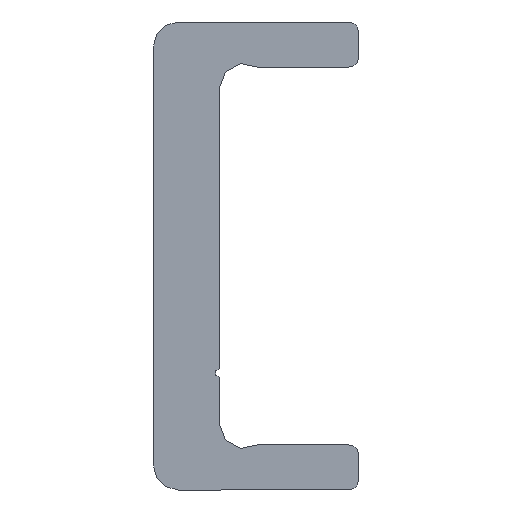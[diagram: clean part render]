
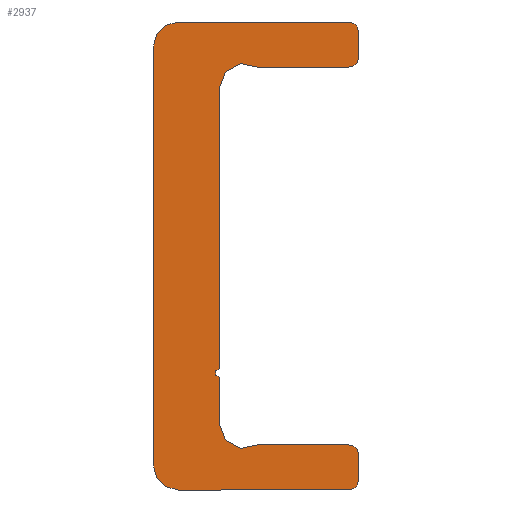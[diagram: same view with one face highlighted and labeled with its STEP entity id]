
A CAD part, left-side view. The second image highlights one B-rep face of the part: STEP entity #2937.
In plain terms, the highlighted planar face has unit normal (-1, 0, 0).
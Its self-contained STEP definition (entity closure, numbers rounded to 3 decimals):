
#2099=CARTESIAN_POINT('',(0.0,2.2,10.03));
#2100=VERTEX_POINT('',#2099);
#2107=CARTESIAN_POINT('',(0.0,2.2,-6.75));
#2108=VERTEX_POINT('',#2107);
#2109=CARTESIAN_POINT('',(0.0,2.2,10.03));
#2110=DIRECTION('',(0.0,0.0,-1.0));
#2111=VECTOR('',#2110,16.78);
#2112=LINE('',#2109,#2111);
#2113=EDGE_CURVE('',#2100,#2108,#2112,.T.);
#2264=CARTESIAN_POINT('',(0.0,-0.098,11.3));
#2265=VERTEX_POINT('',#2264);
#2272=CARTESIAN_POINT('',(0.0,0.7,10.03));
#2273=DIRECTION('',(-1.0,0.0,0.0));
#2274=DIRECTION('',(0.0,-1.0,0.0));
#2275=AXIS2_PLACEMENT_3D('',#2272,#2273,#2274);
#2276=CIRCLE('',#2275,1.5);
#2277=EDGE_CURVE('',#2265,#2100,#2276,.T.);
#2296=CARTESIAN_POINT('',(0.0,-5.55,11.3));
#2297=VERTEX_POINT('',#2296);
#2304=CARTESIAN_POINT('',(0.0,-5.55,11.3));
#2305=DIRECTION('',(0.0,1.0,0.0));
#2306=VECTOR('',#2305,5.452);
#2307=LINE('',#2304,#2306);
#2308=EDGE_CURVE('',#2297,#2265,#2307,.T.);
#2328=CARTESIAN_POINT('',(0.0,-6.15,11.9));
#2329=VERTEX_POINT('',#2328);
#2336=CARTESIAN_POINT('',(0.0,-5.55,11.9));
#2337=DIRECTION('',(1.0,0.0,0.0));
#2338=DIRECTION('',(0.0,-1.0,0.0));
#2339=AXIS2_PLACEMENT_3D('',#2336,#2337,#2338);
#2340=CIRCLE('',#2339,0.6);
#2341=EDGE_CURVE('',#2329,#2297,#2340,.T.);
#2360=CARTESIAN_POINT('',(0.0,-6.15,13.4));
#2361=VERTEX_POINT('',#2360);
#2368=CARTESIAN_POINT('',(0.0,-6.15,13.4));
#2369=DIRECTION('',(0.0,0.0,-1.0));
#2370=VECTOR('',#2369,1.5);
#2371=LINE('',#2368,#2370);
#2372=EDGE_CURVE('',#2361,#2329,#2371,.T.);
#2392=CARTESIAN_POINT('',(0.0,-5.55,14.));
#2393=VERTEX_POINT('',#2392);
#2400=CARTESIAN_POINT('',(0.0,-5.55,13.4));
#2401=DIRECTION('',(1.0,0.0,0.0));
#2402=DIRECTION('',(0.0,0.0,1.0));
#2403=AXIS2_PLACEMENT_3D('',#2400,#2401,#2402);
#2404=CIRCLE('',#2403,0.6);
#2405=EDGE_CURVE('',#2393,#2361,#2404,.T.);
#2424=CARTESIAN_POINT('',(0.0,4.65,14.));
#2425=VERTEX_POINT('',#2424);
#2432=CARTESIAN_POINT('',(0.0,4.65,14.));
#2433=DIRECTION('',(0.0,-1.0,0.0));
#2434=VECTOR('',#2433,10.2);
#2435=LINE('',#2432,#2434);
#2436=EDGE_CURVE('',#2425,#2393,#2435,.T.);
#2456=CARTESIAN_POINT('',(0.0,6.15,12.5));
#2457=VERTEX_POINT('',#2456);
#2464=CARTESIAN_POINT('',(0.0,4.65,12.5));
#2465=DIRECTION('',(1.0,0.0,0.0));
#2466=DIRECTION('',(0.0,1.0,0.0));
#2467=AXIS2_PLACEMENT_3D('',#2464,#2465,#2466);
#2468=CIRCLE('',#2467,1.5);
#2469=EDGE_CURVE('',#2457,#2425,#2468,.T.);
#2488=CARTESIAN_POINT('',(0.0,6.15,-12.5));
#2489=VERTEX_POINT('',#2488);
#2496=CARTESIAN_POINT('',(0.0,6.15,-12.5));
#2497=DIRECTION('',(0.0,0.0,1.0));
#2498=VECTOR('',#2497,25.);
#2499=LINE('',#2496,#2498);
#2500=EDGE_CURVE('',#2489,#2457,#2499,.T.);
#2646=CARTESIAN_POINT('',(0.0,4.65,-14.));
#2647=VERTEX_POINT('',#2646);
#2654=CARTESIAN_POINT('',(0.0,4.65,-12.5));
#2655=DIRECTION('',(1.0,0.0,0.0));
#2656=DIRECTION('',(0.0,0.0,-1.0));
#2657=AXIS2_PLACEMENT_3D('',#2654,#2655,#2656);
#2658=CIRCLE('',#2657,1.5);
#2659=EDGE_CURVE('',#2647,#2489,#2658,.T.);
#2678=CARTESIAN_POINT('',(0.0,-5.55,-14.));
#2679=VERTEX_POINT('',#2678);
#2686=CARTESIAN_POINT('',(0.0,-5.55,-14.));
#2687=DIRECTION('',(0.0,1.0,0.0));
#2688=VECTOR('',#2687,10.2);
#2689=LINE('',#2686,#2688);
#2690=EDGE_CURVE('',#2679,#2647,#2689,.T.);
#2710=CARTESIAN_POINT('',(0.0,-6.15,-13.4));
#2711=VERTEX_POINT('',#2710);
#2718=CARTESIAN_POINT('',(0.0,-5.55,-13.4));
#2719=DIRECTION('',(1.0,0.0,0.0));
#2720=DIRECTION('',(0.0,-1.0,0.0));
#2721=AXIS2_PLACEMENT_3D('',#2718,#2719,#2720);
#2722=CIRCLE('',#2721,0.6);
#2723=EDGE_CURVE('',#2711,#2679,#2722,.T.);
#2742=CARTESIAN_POINT('',(0.0,-6.15,-11.9));
#2743=VERTEX_POINT('',#2742);
#2750=CARTESIAN_POINT('',(0.0,-6.15,-11.9));
#2751=DIRECTION('',(0.0,0.0,-1.0));
#2752=VECTOR('',#2751,1.5);
#2753=LINE('',#2750,#2752);
#2754=EDGE_CURVE('',#2743,#2711,#2753,.T.);
#2774=CARTESIAN_POINT('',(0.0,-5.55,-11.3));
#2775=VERTEX_POINT('',#2774);
#2782=CARTESIAN_POINT('',(0.0,-5.55,-11.9));
#2783=DIRECTION('',(1.0,0.0,0.0));
#2784=DIRECTION('',(0.0,0.0,1.0));
#2785=AXIS2_PLACEMENT_3D('',#2782,#2783,#2784);
#2786=CIRCLE('',#2785,0.6);
#2787=EDGE_CURVE('',#2775,#2743,#2786,.T.);
#2806=CARTESIAN_POINT('',(0.0,-0.098,-11.3));
#2807=VERTEX_POINT('',#2806);
#2814=CARTESIAN_POINT('',(0.0,-0.098,-11.3));
#2815=DIRECTION('',(0.0,-1.0,0.0));
#2816=VECTOR('',#2815,5.452);
#2817=LINE('',#2814,#2816);
#2818=EDGE_CURVE('',#2807,#2775,#2817,.T.);
#2838=CARTESIAN_POINT('',(0.0,2.2,-10.03));
#2839=VERTEX_POINT('',#2838);
#2846=CARTESIAN_POINT('',(0.0,0.7,-10.03));
#2847=DIRECTION('',(-1.0,0.0,0.0));
#2848=DIRECTION('',(0.0,0.532,0.847));
#2849=AXIS2_PLACEMENT_3D('',#2846,#2847,#2848);
#2850=CIRCLE('',#2849,1.5);
#2851=EDGE_CURVE('',#2839,#2807,#2850,.T.);
#2870=CARTESIAN_POINT('',(0.0,2.2,-7.25));
#2871=VERTEX_POINT('',#2870);
#2878=CARTESIAN_POINT('',(0.0,2.2,-7.25));
#2879=DIRECTION('',(0.0,0.0,-1.0));
#2880=VECTOR('',#2879,2.78);
#2881=LINE('',#2878,#2880);
#2882=EDGE_CURVE('',#2871,#2839,#2881,.T.);
#2901=CARTESIAN_POINT('',(0.0,2.2,-7.));
#2902=DIRECTION('',(-1.0,0.0,0.0));
#2903=DIRECTION('',(0.0,0.0,1.0));
#2904=AXIS2_PLACEMENT_3D('',#2901,#2902,#2903);
#2905=CIRCLE('',#2904,0.25);
#2906=EDGE_CURVE('',#2108,#2871,#2905,.T.);
#2912=CARTESIAN_POINT('',(0.0,1.611,-0.021));
#2913=DIRECTION('',(1.0,0.0,0.0));
#2914=DIRECTION('',(0.0,0.0,-1.0));
#2915=AXIS2_PLACEMENT_3D('',#2912,#2913,#2914);
#2916=PLANE('',#2915);
#2917=ORIENTED_EDGE('',*,*,#2906,.F.);
#2918=ORIENTED_EDGE('',*,*,#2113,.F.);
#2919=ORIENTED_EDGE('',*,*,#2277,.F.);
#2920=ORIENTED_EDGE('',*,*,#2308,.F.);
#2921=ORIENTED_EDGE('',*,*,#2341,.F.);
#2922=ORIENTED_EDGE('',*,*,#2372,.F.);
#2923=ORIENTED_EDGE('',*,*,#2405,.F.);
#2924=ORIENTED_EDGE('',*,*,#2436,.F.);
#2925=ORIENTED_EDGE('',*,*,#2469,.F.);
#2926=ORIENTED_EDGE('',*,*,#2500,.F.);
#2927=ORIENTED_EDGE('',*,*,#2659,.F.);
#2928=ORIENTED_EDGE('',*,*,#2690,.F.);
#2929=ORIENTED_EDGE('',*,*,#2723,.F.);
#2930=ORIENTED_EDGE('',*,*,#2754,.F.);
#2931=ORIENTED_EDGE('',*,*,#2787,.F.);
#2932=ORIENTED_EDGE('',*,*,#2818,.F.);
#2933=ORIENTED_EDGE('',*,*,#2851,.F.);
#2934=ORIENTED_EDGE('',*,*,#2882,.F.);
#2935=EDGE_LOOP('',(#2917,#2918,#2919,#2920,#2921,#2922,#2923,#2924,#2925,#2926,#2927,#2928,#2929,#2930,#2931,#2932,#2933,#2934));
#2936=FACE_OUTER_BOUND('',#2935,.T.);
#2937=ADVANCED_FACE('',(#2936),#2916,.F.);
